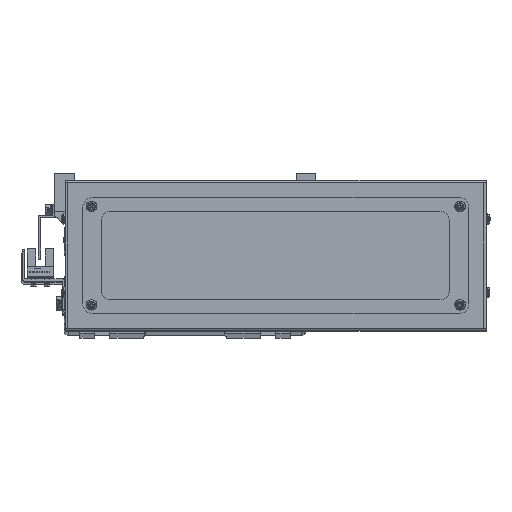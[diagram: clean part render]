
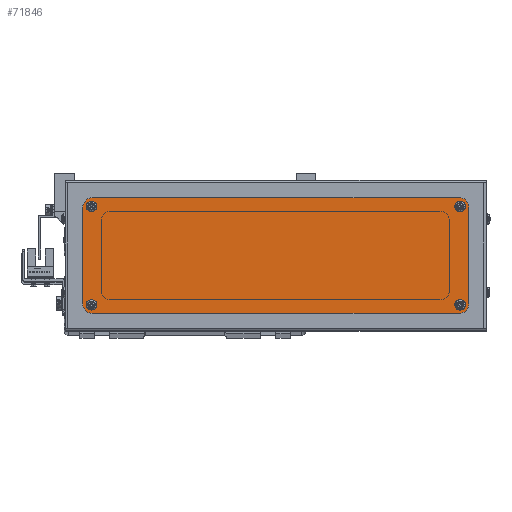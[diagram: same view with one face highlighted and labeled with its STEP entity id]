
A CAD part, top view. The second image highlights one B-rep face of the part: STEP entity #71846.
In plain terms, the highlighted planar face has unit normal (0, 0, 1).
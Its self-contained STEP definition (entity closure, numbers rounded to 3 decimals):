
#184 = DIRECTION ( 'NONE',  ( 1., 0., 0. ) ) ;
#375 = ORIENTED_EDGE ( 'NONE', *, *, #82870, .F. ) ;
#736 = VERTEX_POINT ( 'NONE', #34987 ) ;
#1619 = EDGE_CURVE ( 'NONE', #75359, #22729, #51885, .T. ) ;
#2070 = DIRECTION ( 'NONE',  ( 1., 0., 0. ) ) ;
#2095 = CARTESIAN_POINT ( 'NONE',  ( 95., -30., 2. ) ) ;
#4588 = DIRECTION ( 'NONE',  ( 0., 0., 1. ) ) ;
#5249 = CARTESIAN_POINT ( 'NONE',  ( 97.2, -25.5, 2. ) ) ;
#5883 = EDGE_CURVE ( 'NONE', #25714, #55031, #74100, .T. ) ;
#6297 = ORIENTED_EDGE ( 'NONE', *, *, #35861, .F. ) ;
#6405 = CARTESIAN_POINT ( 'NONE',  ( 97.2, 25.5, 2. ) ) ;
#6467 = FACE_BOUND ( 'NONE', #53137, .T. ) ;
#6716 = DIRECTION ( 'NONE',  ( 0., 0., 1. ) ) ;
#6981 = AXIS2_PLACEMENT_3D ( 'NONE', #17193, #63146, #23754 ) ;
#8274 = CARTESIAN_POINT ( 'NONE',  ( 95., -25., 2. ) ) ;
#8529 = FACE_OUTER_BOUND ( 'NONE', #73196, .T. ) ;
#9447 = VERTEX_POINT ( 'NONE', #23424 ) ;
#9673 = VERTEX_POINT ( 'NONE', #64777 ) ;
#9960 = VERTEX_POINT ( 'NONE', #6405 ) ;
#10255 = VERTEX_POINT ( 'NONE', #68972 ) ;
#10685 = VECTOR ( 'NONE', #61398, 1000. ) ;
#11437 = CARTESIAN_POINT ( 'NONE',  ( 95.5, 25.5, 2. ) ) ;
#12175 = LINE ( 'NONE', #32168, #80027 ) ;
#12579 = ORIENTED_EDGE ( 'NONE', *, *, #54254, .T. ) ;
#13190 = VERTEX_POINT ( 'NONE', #83835 ) ;
#13847 = CARTESIAN_POINT ( 'NONE',  ( 93.8, 25.5, 2. ) ) ;
#13954 = CIRCLE ( 'NONE', #15596, 1.7 ) ;
#14163 = CIRCLE ( 'NONE', #62869, 1.7 ) ;
#14289 = DIRECTION ( 'NONE',  ( 0., 0., 1. ) ) ;
#14860 = DIRECTION ( 'NONE',  ( 1., 0., 0. ) ) ;
#15114 = VERTEX_POINT ( 'NONE', #56160 ) ;
#15177 = CIRCLE ( 'NONE', #60869, 1.7 ) ;
#15596 = AXIS2_PLACEMENT_3D ( 'NONE', #43930, #4588, #50497 ) ;
#17193 = CARTESIAN_POINT ( 'NONE',  ( 95.5, -25.5, 2. ) ) ;
#18022 = DIRECTION ( 'NONE',  ( 1., 0., 0. ) ) ;
#18532 = VERTEX_POINT ( 'NONE', #5249 ) ;
#19262 = DIRECTION ( 'NONE',  ( 0., 1., 0. ) ) ;
#19336 = EDGE_CURVE ( 'NONE', #9447, #42115, #15177, .T. ) ;
#21915 = DIRECTION ( 'NONE',  ( 0., 0., 1. ) ) ;
#22627 = DIRECTION ( 'NONE',  ( 0., 0., 1. ) ) ;
#22729 = VERTEX_POINT ( 'NONE', #49545 ) ;
#23104 = VERTEX_POINT ( 'NONE', #2095 ) ;
#23424 = CARTESIAN_POINT ( 'NONE',  ( -97.2, -25.5, 2. ) ) ;
#23754 = DIRECTION ( 'NONE',  ( 1., 0., 0. ) ) ;
#23868 = FACE_BOUND ( 'NONE', #47242, .T. ) ;
#24052 = CARTESIAN_POINT ( 'NONE',  ( 95., 30., 2. ) ) ;
#24482 = CARTESIAN_POINT ( 'NONE',  ( -93.8, -25.5, 2. ) ) ;
#24509 = EDGE_CURVE ( 'NONE', #736, #10255, #12175, .T. ) ;
#24949 = EDGE_CURVE ( 'NONE', #9960, #53486, #14163, .T. ) ;
#25714 = VERTEX_POINT ( 'NONE', #69962 ) ;
#26015 = ORIENTED_EDGE ( 'NONE', *, *, #24509, .T. ) ;
#26036 = VECTOR ( 'NONE', #35213, 1000. ) ;
#26199 = PLANE ( 'NONE',  #53003 ) ;
#26434 = ORIENTED_EDGE ( 'NONE', *, *, #5883, .F. ) ;
#31703 = AXIS2_PLACEMENT_3D ( 'NONE', #61295, #21915, #67918 ) ;
#32168 = CARTESIAN_POINT ( 'NONE',  ( 100., 25., 2. ) ) ;
#32701 = ORIENTED_EDGE ( 'NONE', *, *, #61631, .T. ) ;
#33225 = CIRCLE ( 'NONE', #40512, 1.7 ) ;
#33509 = EDGE_CURVE ( 'NONE', #55031, #25714, #13954, .T. ) ;
#33525 = DIRECTION ( 'NONE',  ( 0., 0., 1. ) ) ;
#33889 = CIRCLE ( 'NONE', #34558, 5. ) ;
#34558 = AXIS2_PLACEMENT_3D ( 'NONE', #78904, #39514, #184 ) ;
#34987 = CARTESIAN_POINT ( 'NONE',  ( 100., -25., 2. ) ) ;
#35027 = LINE ( 'NONE', #74477, #67964 ) ;
#35213 = DIRECTION ( 'NONE',  ( 1., 0., 0. ) ) ;
#35861 = EDGE_CURVE ( 'NONE', #53486, #9960, #33225, .T. ) ;
#36333 = ORIENTED_EDGE ( 'NONE', *, *, #24949, .F. ) ;
#36640 = ORIENTED_EDGE ( 'NONE', *, *, #37965, .T. ) ;
#37149 = DIRECTION ( 'NONE',  ( 0., 0., 1. ) ) ;
#37501 = CARTESIAN_POINT ( 'NONE',  ( -95., 30., 2. ) ) ;
#37947 = AXIS2_PLACEMENT_3D ( 'NONE', #38077, #84092, #44732 ) ;
#37965 = EDGE_CURVE ( 'NONE', #15114, #13190, #33889, .T. ) ;
#38077 = CARTESIAN_POINT ( 'NONE',  ( -95.5, -25.5, 2. ) ) ;
#39288 = EDGE_CURVE ( 'NONE', #42115, #9447, #64538, .T. ) ;
#39416 = CARTESIAN_POINT ( 'NONE',  ( -95., -25., 2. ) ) ;
#39514 = DIRECTION ( 'NONE',  ( 0., 0., 1. ) ) ;
#39823 = CIRCLE ( 'NONE', #74683, 1.7 ) ;
#40512 = AXIS2_PLACEMENT_3D ( 'NONE', #76563, #37149, #83167 ) ;
#41362 = DIRECTION ( 'NONE',  ( 0., 0., 1. ) ) ;
#42115 = VERTEX_POINT ( 'NONE', #24482 ) ;
#43552 = LINE ( 'NONE', #81233, #26036 ) ;
#43930 = CARTESIAN_POINT ( 'NONE',  ( -95.5, 25.5, 2. ) ) ;
#44223 = EDGE_CURVE ( 'NONE', #45779, #75359, #35027, .T. ) ;
#44732 = DIRECTION ( 'NONE',  ( 1., 0., 0. ) ) ;
#45779 = VERTEX_POINT ( 'NONE', #24052 ) ;
#46997 = CIRCLE ( 'NONE', #6981, 1.7 ) ;
#47043 = EDGE_LOOP ( 'NONE', ( #63950, #48329 ) ) ;
#47242 = EDGE_LOOP ( 'NONE', ( #26434, #79417 ) ) ;
#48329 = ORIENTED_EDGE ( 'NONE', *, *, #39288, .F. ) ;
#48961 = ORIENTED_EDGE ( 'NONE', *, *, #54211, .T. ) ;
#49545 = CARTESIAN_POINT ( 'NONE',  ( -100., 25., 2. ) ) ;
#50497 = DIRECTION ( 'NONE',  ( 1., 0., 0. ) ) ;
#51885 = CIRCLE ( 'NONE', #57902, 5. ) ;
#52649 = DIRECTION ( 'NONE',  ( 1., 0., 0. ) ) ;
#52738 = ORIENTED_EDGE ( 'NONE', *, *, #82721, .F. ) ;
#53003 = AXIS2_PLACEMENT_3D ( 'NONE', #39416, #6716, #52649 ) ;
#53137 = EDGE_LOOP ( 'NONE', ( #375, #52738 ) ) ;
#53486 = VERTEX_POINT ( 'NONE', #13847 ) ;
#53634 = CARTESIAN_POINT ( 'NONE',  ( 95., 25., 2. ) ) ;
#54211 = EDGE_CURVE ( 'NONE', #22729, #15114, #80572, .T. ) ;
#54233 = DIRECTION ( 'NONE',  ( 0., 0., 1. ) ) ;
#54254 = EDGE_CURVE ( 'NONE', #13190, #23104, #43552, .T. ) ;
#55031 = VERTEX_POINT ( 'NONE', #70795 ) ;
#56160 = CARTESIAN_POINT ( 'NONE',  ( -100., -25., 2. ) ) ;
#56610 = AXIS2_PLACEMENT_3D ( 'NONE', #8274, #54233, #14860 ) ;
#56625 = ORIENTED_EDGE ( 'NONE', *, *, #44223, .T. ) ;
#57396 = DIRECTION ( 'NONE',  ( 0., 0., 1. ) ) ;
#57902 = AXIS2_PLACEMENT_3D ( 'NONE', #61987, #22627, #68652 ) ;
#58361 = EDGE_CURVE ( 'NONE', #10255, #45779, #59337, .T. ) ;
#58833 = FACE_BOUND ( 'NONE', #66537, .T. ) ;
#59337 = CIRCLE ( 'NONE', #73548, 5. ) ;
#60258 = DIRECTION ( 'NONE',  ( 1., 0., 0. ) ) ;
#60869 = AXIS2_PLACEMENT_3D ( 'NONE', #72944, #33525, #79526 ) ;
#61295 = CARTESIAN_POINT ( 'NONE',  ( -95.5, 25.5, 2. ) ) ;
#61398 = DIRECTION ( 'NONE',  ( 0., -1., 0. ) ) ;
#61631 = EDGE_CURVE ( 'NONE', #23104, #736, #75243, .T. ) ;
#61987 = CARTESIAN_POINT ( 'NONE',  ( -95., 25., 2. ) ) ;
#62869 = AXIS2_PLACEMENT_3D ( 'NONE', #11437, #57396, #18022 ) ;
#63146 = DIRECTION ( 'NONE',  ( 0., 0., 1. ) ) ;
#63950 = ORIENTED_EDGE ( 'NONE', *, *, #19336, .F. ) ;
#64538 = CIRCLE ( 'NONE', #37947, 1.7 ) ;
#64777 = CARTESIAN_POINT ( 'NONE',  ( 93.8, -25.5, 2. ) ) ;
#66537 = EDGE_LOOP ( 'NONE', ( #6297, #36333 ) ) ;
#67918 = DIRECTION ( 'NONE',  ( 1., 0., 0. ) ) ;
#67964 = VECTOR ( 'NONE', #81342, 1000. ) ;
#68652 = DIRECTION ( 'NONE',  ( 1., 0., 0. ) ) ;
#68972 = CARTESIAN_POINT ( 'NONE',  ( 100., 25., 2. ) ) ;
#69962 = CARTESIAN_POINT ( 'NONE',  ( -97.2, 25.5, 2. ) ) ;
#70795 = CARTESIAN_POINT ( 'NONE',  ( -93.8, 25.5, 2. ) ) ;
#71846 = ADVANCED_FACE ( 'NONE', ( #6467, #58833, #8529, #23868, #74316 ), #26199, .T. ) ;
#72944 = CARTESIAN_POINT ( 'NONE',  ( -95.5, -25.5, 2. ) ) ;
#73196 = EDGE_LOOP ( 'NONE', ( #36640, #12579, #32701, #26015, #75115, #56625, #77707, #48961 ) ) ;
#73548 = AXIS2_PLACEMENT_3D ( 'NONE', #53634, #14289, #60258 ) ;
#74100 = CIRCLE ( 'NONE', #31703, 1.7 ) ;
#74316 = FACE_BOUND ( 'NONE', #47043, .T. ) ;
#74477 = CARTESIAN_POINT ( 'NONE',  ( -95., 30., 2. ) ) ;
#74683 = AXIS2_PLACEMENT_3D ( 'NONE', #80736, #41362, #2070 ) ;
#75115 = ORIENTED_EDGE ( 'NONE', *, *, #58361, .T. ) ;
#75243 = CIRCLE ( 'NONE', #56610, 5. ) ;
#75359 = VERTEX_POINT ( 'NONE', #37501 ) ;
#76563 = CARTESIAN_POINT ( 'NONE',  ( 95.5, 25.5, 2. ) ) ;
#77707 = ORIENTED_EDGE ( 'NONE', *, *, #1619, .T. ) ;
#78904 = CARTESIAN_POINT ( 'NONE',  ( -95., -25., 2. ) ) ;
#79417 = ORIENTED_EDGE ( 'NONE', *, *, #33509, .F. ) ;
#79526 = DIRECTION ( 'NONE',  ( 1., 0., 0. ) ) ;
#80027 = VECTOR ( 'NONE', #19262, 1000. ) ;
#80572 = LINE ( 'NONE', #80960, #10685 ) ;
#80736 = CARTESIAN_POINT ( 'NONE',  ( 95.5, -25.5, 2. ) ) ;
#80960 = CARTESIAN_POINT ( 'NONE',  ( -100., -25., 2. ) ) ;
#81233 = CARTESIAN_POINT ( 'NONE',  ( 95., -30., 2. ) ) ;
#81342 = DIRECTION ( 'NONE',  ( -1., 0., 0. ) ) ;
#82721 = EDGE_CURVE ( 'NONE', #18532, #9673, #39823, .T. ) ;
#82870 = EDGE_CURVE ( 'NONE', #9673, #18532, #46997, .T. ) ;
#83167 = DIRECTION ( 'NONE',  ( 1., 0., 0. ) ) ;
#83835 = CARTESIAN_POINT ( 'NONE',  ( -95., -30., 2. ) ) ;
#84092 = DIRECTION ( 'NONE',  ( 0., 0., 1. ) ) ;
